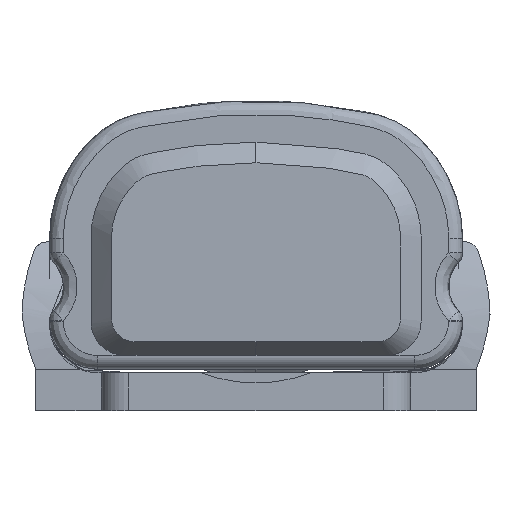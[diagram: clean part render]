
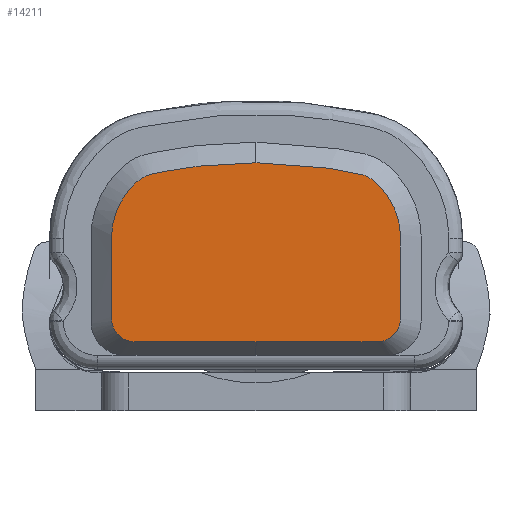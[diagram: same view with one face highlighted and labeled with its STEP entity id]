
A CAD part, left-side view. The second image highlights one B-rep face of the part: STEP entity #14211.
In plain terms, the highlighted planar face has unit normal (-1, 0, 0).
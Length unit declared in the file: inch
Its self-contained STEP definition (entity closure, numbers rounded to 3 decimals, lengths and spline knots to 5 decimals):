
#346 = CARTESIAN_POINT ( 'NONE',  ( -6.37795, 0.33935, 0.19685 ) ) ;
#588 = CARTESIAN_POINT ( 'NONE',  ( -6.37795, 0.41356, 0.34251 ) ) ;
#675 = CARTESIAN_POINT ( 'NONE',  ( -6.37795, -0.38208, 0.20471 ) ) ;
#742 = CARTESIAN_POINT ( 'NONE',  ( -6.37794, 0., 0.70864 ) ) ;
#792 = CARTESIAN_POINT ( 'NONE',  ( -6.37795, 0.40295, 0.5669 ) ) ;
#833 = CARTESIAN_POINT ( 'NONE',  ( -6.37795, 0., 0.19685 ) ) ;
#1570 = EDGE_LOOP ( 'NONE', ( #8260, #14794 ) ) ;
#2000 = CARTESIAN_POINT ( 'NONE',  ( -6.37795, 0.32889, 0.66384 ) ) ;
#2127 = VERTEX_POINT ( 'NONE', #5419 ) ;
#2528 = PLANE ( 'NONE',  #4438 ) ;
#2590 = CARTESIAN_POINT ( 'NONE',  ( -6.37795, 0.08702, 0.19685 ) ) ;
#2645 = CARTESIAN_POINT ( 'NONE',  ( -6.37795, 0.41222, 0.24694 ) ) ;
#2794 = VERTEX_POINT ( 'NONE', #6705 ) ;
#2822 = CARTESIAN_POINT ( 'NONE',  ( -6.37795, -0.23065, 0.68977 ) ) ;
#3060 = CARTESIAN_POINT ( 'NONE',  ( -6.37795, -0.41364, 0.26398 ) ) ;
#3126 = CARTESIAN_POINT ( 'NONE',  ( -6.37795, 0.29636, 0.6771 ) ) ;
#3181 = CARTESIAN_POINT ( 'NONE',  ( -6.37795, 0.3574, 0.63786 ) ) ;
#3368 = EDGE_CURVE ( 'NONE', #2127, #2794, #9415, .T. ) ;
#3885 = CARTESIAN_POINT ( 'NONE',  ( -6.37795, -0.34299, 0.65236 ) ) ;
#3996 = CARTESIAN_POINT ( 'NONE',  ( -6.37795, 0.35803, 0.19684 ) ) ;
#4146 = CARTESIAN_POINT ( 'NONE',  ( -6.37795, 0.06015, 0.70862 ) ) ;
#4181 = CARTESIAN_POINT ( 'NONE',  ( -6.37795, -0.41355, 0.49808 ) ) ;
#4291 = CARTESIAN_POINT ( 'NONE',  ( -6.37795, 0.26836, 0.68267 ) ) ;
#4438 = AXIS2_PLACEMENT_3D ( 'NONE', #12897, #9338, #13960 ) ;
#5053 = EDGE_CURVE ( 'NONE', #2794, #2127, #12888, .T. ) ;
#5066 = CARTESIAN_POINT ( 'NONE',  ( -6.37795, 0.41332, 0.28522 ) ) ;
#5106 = CARTESIAN_POINT ( 'NONE',  ( -6.37795, -0.38207, 0.60809 ) ) ;
#5158 = CARTESIAN_POINT ( 'NONE',  ( -6.37795, -0.35803, 0.19684 ) ) ;
#5257 = CARTESIAN_POINT ( 'NONE',  ( -6.37795, -0.40295, 0.5669 ) ) ;
#5367 = CARTESIAN_POINT ( 'NONE',  ( -6.37795, -0.41338, 0.40733 ) ) ;
#5419 = CARTESIAN_POINT ( 'NONE',  ( -6.37794, 0., 0.70864 ) ) ;
#6098 = CARTESIAN_POINT ( 'NONE',  ( -6.37795, -0.31233, 0.67248 ) ) ;
#6206 = CARTESIAN_POINT ( 'NONE',  ( -6.37795, -0.29636, 0.6771 ) ) ;
#6218 = CARTESIAN_POINT ( 'NONE',  ( -6.37795, 0.31898, 0.19685 ) ) ;
#6299 = CARTESIAN_POINT ( 'NONE',  ( -6.37795, -0.31898, 0.19685 ) ) ;
#6356 = CARTESIAN_POINT ( 'NONE',  ( -6.37795, -0.41356, 0.34251 ) ) ;
#6463 = CARTESIAN_POINT ( 'NONE',  ( -6.37795, -0.41222, 0.24694 ) ) ;
#6537 = CARTESIAN_POINT ( 'NONE',  ( -6.37795, 0.41355, 0.49808 ) ) ;
#6705 = CARTESIAN_POINT ( 'NONE',  ( -6.37795, 0., 0.19685 ) ) ;
#7102 = CARTESIAN_POINT ( 'NONE',  ( -6.37795, 0.29336, 0.19685 ) ) ;
#7243 = CARTESIAN_POINT ( 'NONE',  ( -6.37795, -0.32889, 0.66384 ) ) ;
#7861 = FACE_OUTER_BOUND ( 'NONE', #1570, .T. ) ;
#8252 = CARTESIAN_POINT ( 'NONE',  ( -6.37795, 0.38208, 0.20471 ) ) ;
#8260 = ORIENTED_EDGE ( 'NONE', *, *, #5053, .F. ) ;
#8510 = CARTESIAN_POINT ( 'NONE',  ( -6.37795, 0.41338, 0.40733 ) ) ;
#8587 = CARTESIAN_POINT ( 'NONE',  ( -6.37795, -0.41332, 0.28522 ) ) ;
#8644 = CARTESIAN_POINT ( 'NONE',  ( -6.37795, -0.18692, 0.19685 ) ) ;
#9338 = DIRECTION ( 'NONE',  ( -1., 0., 0. ) ) ;
#9402 = CARTESIAN_POINT ( 'NONE',  ( -6.37795, 0.4021, 0.22269 ) ) ;
#9415 = B_SPLINE_CURVE_WITH_KNOTS ( 'NONE', 3,
 ( #13057, #12972, #10681, #2822, #9639, #6206, #6098, #7243, #3885, #14164, #5106, #5257, #13255, #4181, #11059, #5367, #6356, #8587, #3060, #6463, #13168, #675, #5158, #12206, #6299, #14323, #8644, #13308, #833 ),
 .UNSPECIFIED., .F., .F.,
 ( 4, 1, 1, 1, 1, 1, 1, 1, 1, 1, 1, 1, 1, 1, 1, 1, 1, 1, 1, 1, 1, 1, 1, 1, 1, 1, 4 ),
 ( 0., 0.0044, 0.0058, 0.00674, 0.00724, 0.00778, 0.00835, 0.00891, 0.00943, 0.00994, 0.01202, 0.01305, 0.01355, 0.01403, 0.01495, 0.01818, 0.01864, 0.01912, 0.01964, 0.02019, 0.02134, 0.02188, 0.02239, 0.02287, 0.02334, 0.02428, 0.03067 ),
 .UNSPECIFIED. ) ;
#9639 = CARTESIAN_POINT ( 'NONE',  ( -6.37795, -0.26836, 0.68267 ) ) ;
#9760 = CARTESIAN_POINT ( 'NONE',  ( -6.37795, 0.23065, 0.68977 ) ) ;
#9923 = CARTESIAN_POINT ( 'NONE',  ( -6.37795, 0.4119, 0.52238 ) ) ;
#10681 = CARTESIAN_POINT ( 'NONE',  ( -6.37795, -0.13953, 0.70353 ) ) ;
#10856 = CARTESIAN_POINT ( 'NONE',  ( -6.37795, 0., 0.19685 ) ) ;
#10905 = CARTESIAN_POINT ( 'NONE',  ( -6.37795, 0.41328, 0.47197 ) ) ;
#10963 = CARTESIAN_POINT ( 'NONE',  ( -6.37795, 0.31233, 0.67248 ) ) ;
#11059 = CARTESIAN_POINT ( 'NONE',  ( -6.37795, -0.41328, 0.47197 ) ) ;
#11723 = CARTESIAN_POINT ( 'NONE',  ( -6.37795, 0.41364, 0.26398 ) ) ;
#12206 = CARTESIAN_POINT ( 'NONE',  ( -6.37795, -0.33935, 0.19685 ) ) ;
#12286 = CARTESIAN_POINT ( 'NONE',  ( -6.37795, 0.38207, 0.60809 ) ) ;
#12888 = B_SPLINE_CURVE_WITH_KNOTS ( 'NONE', 3,
 ( #10856, #2590, #13977, #7102, #6218, #346, #3996, #8252, #9402, #2645, #11723, #5066, #588, #8510, #10905, #6537, #9923, #792, #12286, #3181, #14389, #2000, #10963, #3126, #4291, #9760, #13322, #4146, #742 ),
 .UNSPECIFIED., .F., .F.,
 ( 4, 1, 1, 1, 1, 1, 1, 1, 1, 1, 1, 1, 1, 1, 1, 1, 1, 1, 1, 1, 1, 1, 1, 1, 1, 1, 4 ),
 ( 0., 0.00639, 0.00733, 0.0078, 0.00828, 0.00879, 0.00933, 0.01048, 0.01103, 0.01154, 0.01202, 0.01248, 0.01571, 0.01664, 0.01712, 0.01761, 0.01864, 0.02072, 0.02123, 0.02176, 0.02231, 0.02288, 0.02342, 0.02392, 0.02486, 0.02626, 0.03066 ),
 .UNSPECIFIED. ) ;
#12897 = CARTESIAN_POINT ( 'NONE',  ( -6.37795, 0.41339, 0.73929 ) ) ;
#12972 = CARTESIAN_POINT ( 'NONE',  ( -6.37795, -0.06015, 0.70862 ) ) ;
#13057 = CARTESIAN_POINT ( 'NONE',  ( -6.37794, 0., 0.70864 ) ) ;
#13168 = CARTESIAN_POINT ( 'NONE',  ( -6.37795, -0.4021, 0.22269 ) ) ;
#13255 = CARTESIAN_POINT ( 'NONE',  ( -6.37795, -0.4119, 0.52238 ) ) ;
#13308 = CARTESIAN_POINT ( 'NONE',  ( -6.37795, -0.08702, 0.19685 ) ) ;
#13322 = CARTESIAN_POINT ( 'NONE',  ( -6.37795, 0.13953, 0.70353 ) ) ;
#13960 = DIRECTION ( 'NONE',  ( 0., -1., 0. ) ) ;
#13977 = CARTESIAN_POINT ( 'NONE',  ( -6.37795, 0.18692, 0.19685 ) ) ;
#14164 = CARTESIAN_POINT ( 'NONE',  ( -6.37795, -0.3574, 0.63786 ) ) ;
#14211 = ADVANCED_FACE ( 'NONE', ( #7861 ), #2528, .T. ) ;
#14323 = CARTESIAN_POINT ( 'NONE',  ( -6.37795, -0.29336, 0.19685 ) ) ;
#14389 = CARTESIAN_POINT ( 'NONE',  ( -6.37795, 0.34299, 0.65236 ) ) ;
#14794 = ORIENTED_EDGE ( 'NONE', *, *, #3368, .F. ) ;
